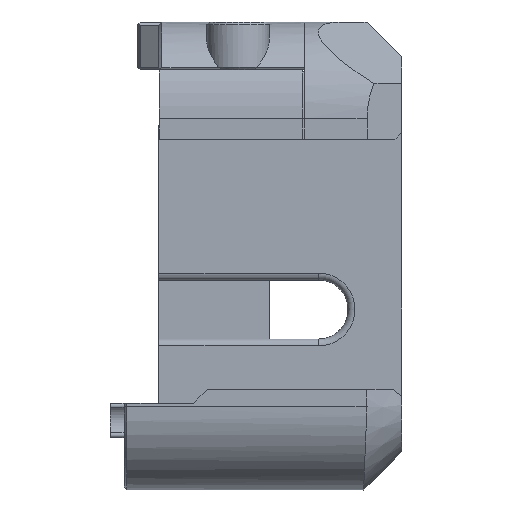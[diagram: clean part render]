
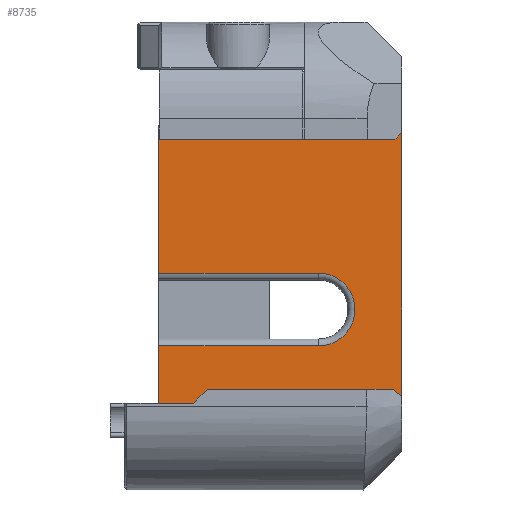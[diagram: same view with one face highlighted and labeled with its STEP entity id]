
A CAD part, left-side view. The second image highlights one B-rep face of the part: STEP entity #8735.
In plain terms, the highlighted face is planar.
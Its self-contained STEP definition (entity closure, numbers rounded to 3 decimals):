
#710=FACE_OUTER_BOUND('',#1230,.T.);
#1230=EDGE_LOOP('',(#7475,#7476,#7477,#7478,#7479,#7480,#7481,#7482,#7483));
#1532=CIRCLE('',#9566,5.25);
#1938=LINE('',#13335,#2863);
#2122=LINE('',#13855,#3047);
#2133=LINE('',#13881,#3058);
#2154=LINE('',#13932,#3079);
#2261=LINE('',#14266,#3186);
#2273=LINE('',#14288,#3198);
#2368=LINE('',#14535,#3293);
#2369=LINE('',#14536,#3294);
#2863=VECTOR('',#10721,10.);
#3047=VECTOR('',#11143,10.);
#3058=VECTOR('',#11160,10.);
#3079=VECTOR('',#11201,10.);
#3186=VECTOR('',#11470,10.);
#3198=VECTOR('',#11488,10.);
#3293=VECTOR('',#11745,10.);
#3294=VECTOR('',#11746,10.);
#3752=VERTEX_POINT('',#13333);
#3753=VERTEX_POINT('',#13334);
#3842=VERTEX_POINT('',#13648);
#3913=VERTEX_POINT('',#13852);
#3914=VERTEX_POINT('',#13854);
#3926=VERTEX_POINT('',#13880);
#3946=VERTEX_POINT('',#13930);
#4036=VERTEX_POINT('',#14265);
#4114=VERTEX_POINT('',#14533);
#4726=EDGE_CURVE('',#3752,#3753,#1938,.T.);
#4962=EDGE_CURVE('',#3913,#3914,#2122,.T.);
#4976=EDGE_CURVE('',#3752,#3926,#2133,.T.);
#5003=EDGE_CURVE('',#3946,#3913,#2154,.T.);
#5146=EDGE_CURVE('',#3842,#4036,#2261,.T.);
#5158=EDGE_CURVE('',#3914,#3842,#2273,.T.);
#5281=EDGE_CURVE('',#4114,#3946,#1532,.T.);
#5282=EDGE_CURVE('',#3926,#4114,#2368,.T.);
#5283=EDGE_CURVE('',#4036,#3753,#2369,.T.);
#7475=ORIENTED_EDGE('',*,*,#5003,.F.);
#7476=ORIENTED_EDGE('',*,*,#5281,.F.);
#7477=ORIENTED_EDGE('',*,*,#5282,.F.);
#7478=ORIENTED_EDGE('',*,*,#4976,.F.);
#7479=ORIENTED_EDGE('',*,*,#4726,.T.);
#7480=ORIENTED_EDGE('',*,*,#5283,.F.);
#7481=ORIENTED_EDGE('',*,*,#5146,.F.);
#7482=ORIENTED_EDGE('',*,*,#5158,.F.);
#7483=ORIENTED_EDGE('',*,*,#4962,.F.);
#8319=PLANE('',#9565);
#8735=ADVANCED_FACE('',(#710),#8319,.T.);
#9565=AXIS2_PLACEMENT_3D('',#14532,#11741,#11742);
#9566=AXIS2_PLACEMENT_3D('',#14534,#11743,#11744);
#10721=DIRECTION('',(0.,1.,0.));
#11143=DIRECTION('',(0.,0.,1.));
#11160=DIRECTION('',(0.,0.,1.));
#11201=DIRECTION('',(0.,-1.,0.));
#11470=DIRECTION('',(0.,1.,0.));
#11488=DIRECTION('',(0.,1.,0.));
#11741=DIRECTION('center_axis',(1.,0.,0.));
#11742=DIRECTION('ref_axis',(0.,0.,
-1.));
#11743=DIRECTION('center_axis',(1.,0.,0.));
#11744=DIRECTION('ref_axis',(0.,1.,0.));
#11745=DIRECTION('',(0.,1.,0.));
#11746=DIRECTION('',(0.,0.,-1.));
#13333=CARTESIAN_POINT('',(-19.522,-72.427,-48.014));
#13334=CARTESIAN_POINT('',(-19.522,-37.427,-48.014));
#13335=CARTESIAN_POINT('',(-19.522,-38.427,-48.014));
#13648=CARTESIAN_POINT('',(-19.522,-51.427,-8.014));
#13852=CARTESIAN_POINT('',(-19.522,-72.427,-29.264));
#13854=CARTESIAN_POINT('',(-19.522,-72.427,-8.014));
#13855=CARTESIAN_POINT('',(-19.522,-72.427,-48.014));
#13880=CARTESIAN_POINT('',(-19.522,-72.427,-39.764));
#13881=CARTESIAN_POINT('',(-19.522,-72.427,-48.014));
#13930=CARTESIAN_POINT('',(-19.522,-49.427,-29.264));
#13932=CARTESIAN_POINT('',(-19.522,-55.427,-29.264));
#14265=CARTESIAN_POINT('',(-19.522,-37.427,-8.014));
#14266=CARTESIAN_POINT('',(-19.522,-38.427,-8.014));
#14288=CARTESIAN_POINT('',(-19.522,-38.427,-8.014));
#14532=CARTESIAN_POINT('Origin',(-19.522,-38.427,-8.014));
#14533=CARTESIAN_POINT('',(-19.522,-49.427,-39.764));
#14534=CARTESIAN_POINT('Origin',(-19.522,-49.427,-34.514));
#14535=CARTESIAN_POINT('',(-19.522,-46.427,-39.764));
#14536=CARTESIAN_POINT('',(-19.522,-37.427,-8.014));
